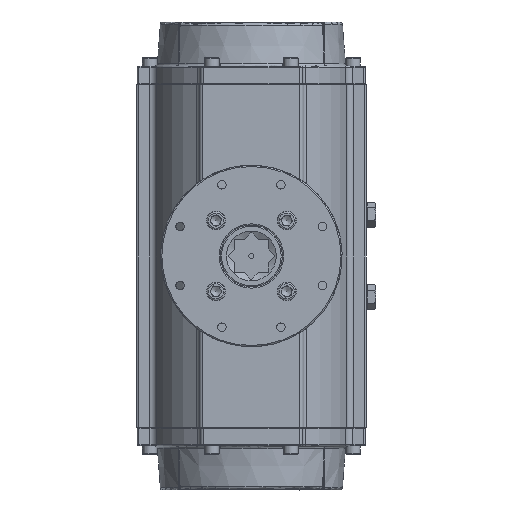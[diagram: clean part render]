
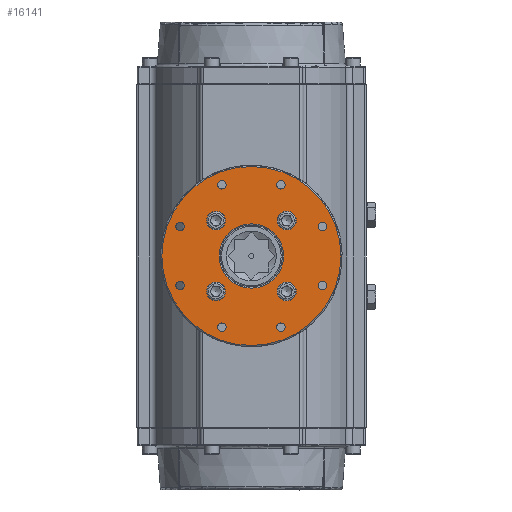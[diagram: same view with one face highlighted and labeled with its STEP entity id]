
A CAD part, front view. The second image highlights one B-rep face of the part: STEP entity #16141.
In plain terms, the highlighted planar face has unit normal (0, -1, 0).
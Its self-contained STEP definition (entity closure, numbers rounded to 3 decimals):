
#1232=PLANE('',#17775);
#1646=CIRCLE('',#17776,15.5);
#1647=CIRCLE('',#17777,15.5);
#1648=CIRCLE('',#17778,15.5);
#1649=CIRCLE('',#17779,15.5);
#1650=CIRCLE('',#17780,53.);
#1651=CIRCLE('',#17781,7.);
#1652=CIRCLE('',#17782,7.);
#1653=CIRCLE('',#17783,7.);
#1654=CIRCLE('',#17784,7.);
#1655=CIRCLE('',#17785,7.);
#1656=CIRCLE('',#17786,7.);
#1657=CIRCLE('',#17787,7.);
#1658=CIRCLE('',#17788,7.);
#1659=CIRCLE('',#17789,147.5);
#3126=ORIENTED_EDGE('',*,*,#7420,.F.);
#3127=ORIENTED_EDGE('',*,*,#7421,.F.);
#3128=ORIENTED_EDGE('',*,*,#7422,.F.);
#3129=ORIENTED_EDGE('',*,*,#7423,.F.);
#3130=ORIENTED_EDGE('',*,*,#7424,.T.);
#3131=ORIENTED_EDGE('',*,*,#7425,.F.);
#3132=ORIENTED_EDGE('',*,*,#7426,.F.);
#3133=ORIENTED_EDGE('',*,*,#7427,.F.);
#3134=ORIENTED_EDGE('',*,*,#7428,.F.);
#3135=ORIENTED_EDGE('',*,*,#7429,.F.);
#3136=ORIENTED_EDGE('',*,*,#7430,.F.);
#3137=ORIENTED_EDGE('',*,*,#7431,.F.);
#3138=ORIENTED_EDGE('',*,*,#7432,.F.);
#3139=ORIENTED_EDGE('',*,*,#7433,.T.);
#7420=EDGE_CURVE('',#9928,#9928,#1646,.T.);
#7421=EDGE_CURVE('',#9929,#9929,#1647,.T.);
#7422=EDGE_CURVE('',#9930,#9930,#1648,.T.);
#7423=EDGE_CURVE('',#9931,#9931,#1649,.T.);
#7424=EDGE_CURVE('',#9932,#9932,#1650,.T.);
#7425=EDGE_CURVE('',#9933,#9933,#1651,.T.);
#7426=EDGE_CURVE('',#9934,#9934,#1652,.T.);
#7427=EDGE_CURVE('',#9935,#9935,#1653,.T.);
#7428=EDGE_CURVE('',#9936,#9936,#1654,.T.);
#7429=EDGE_CURVE('',#9937,#9937,#1655,.T.);
#7430=EDGE_CURVE('',#9938,#9938,#1656,.T.);
#7431=EDGE_CURVE('',#9939,#9939,#1657,.T.);
#7432=EDGE_CURVE('',#9940,#9940,#1658,.T.);
#7433=EDGE_CURVE('',#9941,#9941,#1659,.T.);
#9928=VERTEX_POINT('',#25373);
#9929=VERTEX_POINT('',#25375);
#9930=VERTEX_POINT('',#25377);
#9931=VERTEX_POINT('',#25379);
#9932=VERTEX_POINT('',#25381);
#9933=VERTEX_POINT('',#25383);
#9934=VERTEX_POINT('',#25385);
#9935=VERTEX_POINT('',#25387);
#9936=VERTEX_POINT('',#25389);
#9937=VERTEX_POINT('',#25391);
#9938=VERTEX_POINT('',#25393);
#9939=VERTEX_POINT('',#25395);
#9940=VERTEX_POINT('',#25397);
#9941=VERTEX_POINT('',#25399);
#13533=EDGE_LOOP('',(#3126));
#13534=EDGE_LOOP('',(#3127));
#13535=EDGE_LOOP('',(#3128));
#13536=EDGE_LOOP('',(#3129));
#13537=EDGE_LOOP('',(#3130));
#13538=EDGE_LOOP('',(#3131));
#13539=EDGE_LOOP('',(#3132));
#13540=EDGE_LOOP('',(#3133));
#13541=EDGE_LOOP('',(#3134));
#13542=EDGE_LOOP('',(#3135));
#13543=EDGE_LOOP('',(#3136));
#13544=EDGE_LOOP('',(#3137));
#13545=EDGE_LOOP('',(#3138));
#13546=EDGE_LOOP('',(#3139));
#14736=FACE_BOUND('',#13533,.T.);
#14737=FACE_BOUND('',#13534,.T.);
#14738=FACE_BOUND('',#13535,.T.);
#14739=FACE_BOUND('',#13536,.T.);
#14740=FACE_BOUND('',#13537,.T.);
#14741=FACE_BOUND('',#13538,.T.);
#14742=FACE_BOUND('',#13539,.T.);
#14743=FACE_BOUND('',#13540,.T.);
#14744=FACE_BOUND('',#13541,.T.);
#14745=FACE_BOUND('',#13542,.T.);
#14746=FACE_BOUND('',#13543,.T.);
#14747=FACE_BOUND('',#13544,.T.);
#14748=FACE_BOUND('',#13545,.T.);
#14749=FACE_BOUND('',#13546,.T.);
#16141=ADVANCED_FACE('',(#14736,#14737,#14738,#14739,#14740,#14741,#14742,
#14743,#14744,#14745,#14746,#14747,#14748,#14749),#1232,.T.);
#17775=AXIS2_PLACEMENT_3D('',#25371,#20115,#20116);
#17776=AXIS2_PLACEMENT_3D('',#25372,#20117,#20118);
#17777=AXIS2_PLACEMENT_3D('',#25374,#20119,#20120);
#17778=AXIS2_PLACEMENT_3D('',#25376,#20121,#20122);
#17779=AXIS2_PLACEMENT_3D('',#25378,#20123,#20124);
#17780=AXIS2_PLACEMENT_3D('',#25380,#20125,#20126);
#17781=AXIS2_PLACEMENT_3D('',#25382,#20127,#20128);
#17782=AXIS2_PLACEMENT_3D('',#25384,#20129,#20130);
#17783=AXIS2_PLACEMENT_3D('',#25386,#20131,#20132);
#17784=AXIS2_PLACEMENT_3D('',#25388,#20133,#20134);
#17785=AXIS2_PLACEMENT_3D('',#25390,#20135,#20136);
#17786=AXIS2_PLACEMENT_3D('',#25392,#20137,#20138);
#17787=AXIS2_PLACEMENT_3D('',#25394,#20139,#20140);
#17788=AXIS2_PLACEMENT_3D('',#25396,#20141,#20142);
#17789=AXIS2_PLACEMENT_3D('',#25398,#20143,#20144);
#20115=DIRECTION('',(0.,-1.,0.));
#20116=DIRECTION('',(0.,0.,1.));
#20117=DIRECTION('',(0.,-1.,0.));
#20118=DIRECTION('',(0.,0.,1.));
#20119=DIRECTION('',(0.,-1.,0.));
#20120=DIRECTION('',(0.,0.,1.));
#20121=DIRECTION('',(0.,-1.,0.));
#20122=DIRECTION('',(0.,0.,1.));
#20123=DIRECTION('',(0.,-1.,0.));
#20124=DIRECTION('',(0.,0.,1.));
#20125=DIRECTION('',(0.,1.,0.));
#20126=DIRECTION('',(0.,0.,1.));
#20127=DIRECTION('',(0.,-1.,0.));
#20128=DIRECTION('',(0.,0.,1.));
#20129=DIRECTION('',(0.,-1.,0.));
#20130=DIRECTION('',(0.,0.,1.));
#20131=DIRECTION('',(0.,-1.,0.));
#20132=DIRECTION('',(0.,0.,1.));
#20133=DIRECTION('',(0.,-1.,0.));
#20134=DIRECTION('',(0.,0.,1.));
#20135=DIRECTION('',(0.,-1.,0.));
#20136=DIRECTION('',(0.,0.,1.));
#20137=DIRECTION('',(0.,-1.,0.));
#20138=DIRECTION('',(0.,0.,1.));
#20139=DIRECTION('',(0.,-1.,0.));
#20140=DIRECTION('',(0.,0.,1.));
#20141=DIRECTION('',(0.,-1.,0.));
#20142=DIRECTION('',(0.,0.,1.));
#20143=DIRECTION('',(0.,-1.,0.));
#20144=DIRECTION('',(0.,0.,1.));
#25371=CARTESIAN_POINT('',(306.972,-489.807,330.649));
#25372=CARTESIAN_POINT('',(248.636,-489.807,272.313));
#25373=CARTESIAN_POINT('',(248.636,-489.807,287.813));
#25374=CARTESIAN_POINT('',(248.636,-489.807,388.986));
#25375=CARTESIAN_POINT('',(248.636,-489.807,404.486));
#25376=CARTESIAN_POINT('',(365.309,-489.807,272.313));
#25377=CARTESIAN_POINT('',(365.309,-489.807,287.813));
#25378=CARTESIAN_POINT('',(365.309,-489.807,388.986));
#25379=CARTESIAN_POINT('',(365.309,-489.807,404.486));
#25380=CARTESIAN_POINT('',(306.972,-489.807,330.649));
#25381=CARTESIAN_POINT('',(306.972,-489.807,383.649));
#25382=CARTESIAN_POINT('',(258.371,-489.807,213.317));
#25383=CARTESIAN_POINT('',(258.371,-489.807,220.317));
#25384=CARTESIAN_POINT('',(355.573,-489.807,213.317));
#25385=CARTESIAN_POINT('',(355.573,-489.807,220.317));
#25386=CARTESIAN_POINT('',(424.305,-489.807,282.048));
#25387=CARTESIAN_POINT('',(424.305,-489.807,289.048));
#25388=CARTESIAN_POINT('',(424.305,-489.807,379.25));
#25389=CARTESIAN_POINT('',(424.305,-489.807,386.25));
#25390=CARTESIAN_POINT('',(355.573,-489.807,447.982));
#25391=CARTESIAN_POINT('',(355.573,-489.807,454.982));
#25392=CARTESIAN_POINT('',(258.371,-489.807,447.982));
#25393=CARTESIAN_POINT('',(258.371,-489.807,454.982));
#25394=CARTESIAN_POINT('',(189.64,-489.807,379.25));
#25395=CARTESIAN_POINT('',(189.64,-489.807,386.25));
#25396=CARTESIAN_POINT('',(189.64,-489.807,282.048));
#25397=CARTESIAN_POINT('',(189.64,-489.807,289.048));
#25398=CARTESIAN_POINT('',(306.972,-489.807,330.649));
#25399=CARTESIAN_POINT('',(306.972,-489.807,478.149));
